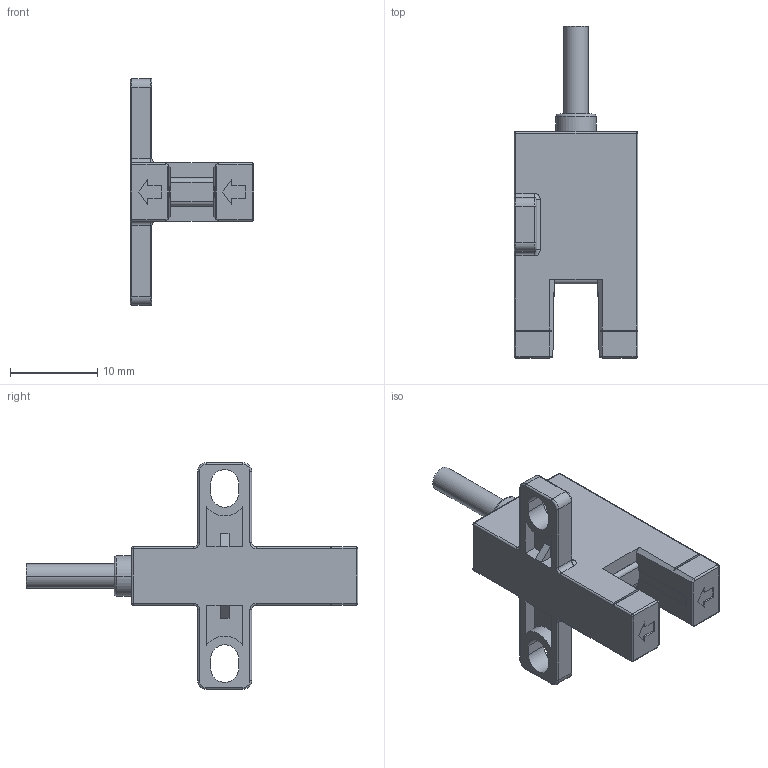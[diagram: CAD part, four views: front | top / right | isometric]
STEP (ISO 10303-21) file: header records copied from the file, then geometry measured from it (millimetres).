
FILE_DESCRIPTION((''),'2;1');
FILE_NAME('303','2022-02-21T',('EDZ'),(''),'PRO/ENGINEER BY PARAMETRIC TECHNOLOGY CORPORATION, 2014000','PRO/ENGINEER BY PARAMETRIC TECHNOLOGY CORPORATION, 2014000','');
FILE_SCHEMA(('CONFIG_CONTROL_DESIGN'));
Length unit declared in the file: millimetre
Products named in the file (1): 303
Bounding box: 14.2 x 38.1 x 26 mm (x, y, z)
Volume: 2435.9 mm3; surface area: 2279.5 mm2
Topology: 1 solids, 1 shells, 227 faces, 570 edges, 354 vertices
Faces by surface type: plane 139, cylinder 62, torus 18, sphere 8
Entity records: 6758 total; most frequent: CARTESIAN_POINT 1203, DIRECTION 1144, ORIENTED_EDGE 1140, EDGE_CURVE 570, VECTOR 434, LINE 434, AXIS2_PLACEMENT_3D 355, VERTEX_POINT 354
